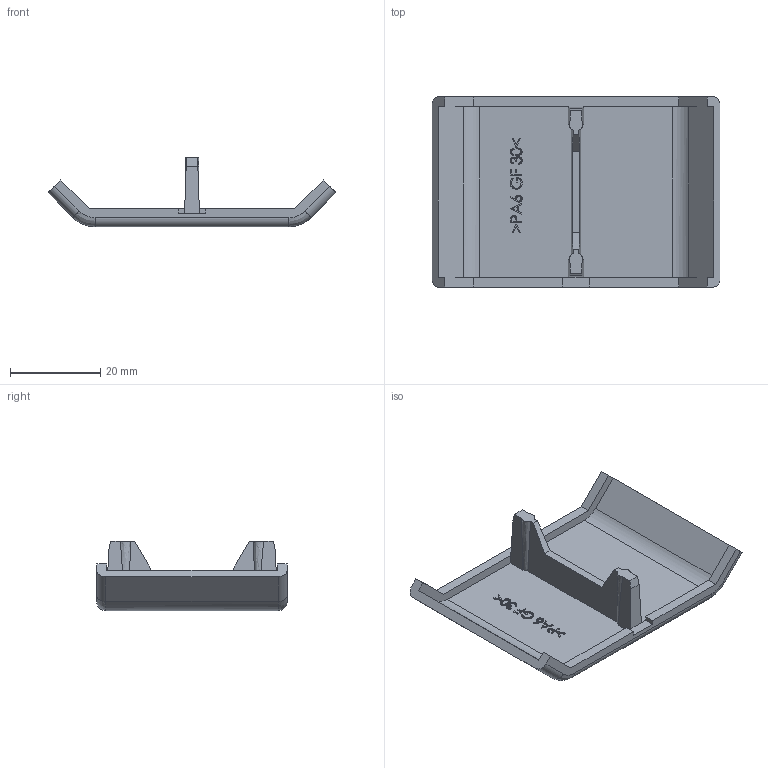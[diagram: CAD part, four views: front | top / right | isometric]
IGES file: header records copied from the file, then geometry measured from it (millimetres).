
Global section: file name: 304343Z.1; native system: Autodesk Inventor 2018; preprocessor: unknown; author: Spacek; date: 20191104.141821; units: millimetre
Bounding box: 63.87 x 42.2 x 15.4 mm (x, y, z)
Volume: 6982 mm3; surface area: 7364.2 mm2
Topology: 1 solids, 1 shells, 175 faces, 472 edges, 312 vertices
Faces by surface type: bspline 175
